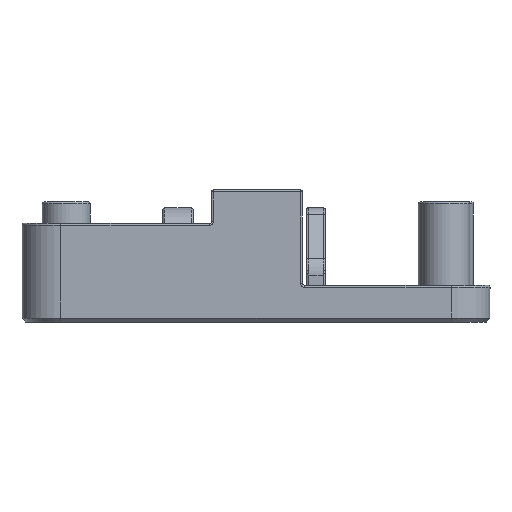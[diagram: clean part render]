
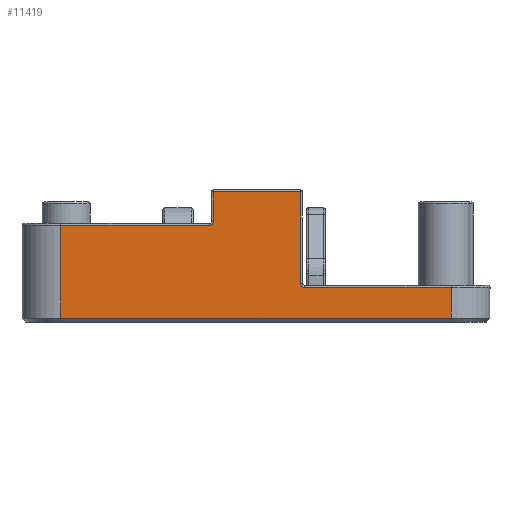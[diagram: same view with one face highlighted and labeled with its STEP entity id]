
A CAD part, left-side view. The second image highlights one B-rep face of the part: STEP entity #11419.
In plain terms, the highlighted planar face has unit normal (-1, 0, 0).
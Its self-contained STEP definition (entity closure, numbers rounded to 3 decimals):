
#1510=LINE('',#20665,#2185);
#1511=LINE('',#20673,#2186);
#1519=LINE('',#20733,#2194);
#1520=LINE('',#20740,#2195);
#1521=LINE('',#20747,#2196);
#1526=LINE('',#20759,#2201);
#1527=LINE('',#20762,#2202);
#1528=LINE('',#20763,#2203);
#2185=VECTOR('',#14300,10.);
#2186=VECTOR('',#14311,10.);
#2194=VECTOR('',#14393,10.);
#2195=VECTOR('',#14402,10.);
#2196=VECTOR('',#14413,10.);
#2201=VECTOR('',#14428,10.);
#2202=VECTOR('',#14431,10.);
#2203=VECTOR('',#14432,10.);
#2536=PLANE('',#12433);
#2928=FACE_OUTER_BOUND('',#3598,.T.);
#3598=EDGE_LOOP('',(#8982,#8983,#8984,#8985,#8986,#8987,#8988,#8989,#8990,
#8991));
#4322=CIRCLE('',#12379,0.5);
#4347=CIRCLE('',#12425,0.5);
#5151=VERTEX_POINT('',#20655);
#5152=VERTEX_POINT('',#20659);
#5153=VERTEX_POINT('',#20664);
#5154=VERTEX_POINT('',#20668);
#5155=VERTEX_POINT('',#20672);
#5171=VERTEX_POINT('',#20735);
#5172=VERTEX_POINT('',#20739);
#5173=VERTEX_POINT('',#20743);
#5175=VERTEX_POINT('',#20757);
#5176=VERTEX_POINT('',#20761);
#6570=EDGE_CURVE('',#5152,#5153,#1510,.T.);
#6572=EDGE_CURVE('',#5153,#5154,#4322,.T.);
#6574=EDGE_CURVE('',#5154,#5155,#1511,.T.);
#6605=EDGE_CURVE('',#5151,#5152,#1519,.T.);
#6608=EDGE_CURVE('',#5171,#5172,#1520,.T.);
#6610=EDGE_CURVE('',#5172,#5173,#4347,.T.);
#6612=EDGE_CURVE('',#5173,#5151,#1521,.T.);
#6618=EDGE_CURVE('',#5155,#5175,#1526,.T.);
#6619=EDGE_CURVE('',#5175,#5176,#1527,.T.);
#6620=EDGE_CURVE('',#5171,#5176,#1528,.T.);
#8982=ORIENTED_EDGE('',*,*,#6619,.F.);
#8983=ORIENTED_EDGE('',*,*,#6618,.F.);
#8984=ORIENTED_EDGE('',*,*,#6574,.F.);
#8985=ORIENTED_EDGE('',*,*,#6572,.F.);
#8986=ORIENTED_EDGE('',*,*,#6570,.F.);
#8987=ORIENTED_EDGE('',*,*,#6605,.F.);
#8988=ORIENTED_EDGE('',*,*,#6612,.F.);
#8989=ORIENTED_EDGE('',*,*,#6610,.F.);
#8990=ORIENTED_EDGE('',*,*,#6608,.F.);
#8991=ORIENTED_EDGE('',*,*,#6620,.T.);
#11419=ADVANCED_FACE('',(#2928),#2536,.T.);
#12379=AXIS2_PLACEMENT_3D('',#20669,#14305,#14306);
#12425=AXIS2_PLACEMENT_3D('',#20744,#14407,#14408);
#12433=AXIS2_PLACEMENT_3D('',#20760,#14429,#14430);
#14300=DIRECTION('',(0.,0.,-1.));
#14305=DIRECTION('center_axis',(-1.,0.,0.));
#14306=DIRECTION('ref_axis',(0.,0.707,-0.707));
#14311=DIRECTION('',(0.,-1.,0.));
#14393=DIRECTION('',(0.,-1.,0.));
#14402=DIRECTION('',(0.,-1.,0.));
#14407=DIRECTION('center_axis',(-1.,0.,0.));
#14408=DIRECTION('ref_axis',(0.,-0.707,-0.707));
#14413=DIRECTION('',(0.,0.,1.));
#14428=DIRECTION('',(0.,0.,-1.));
#14429=DIRECTION('center_axis',(-1.,0.,0.));
#14430=DIRECTION('ref_axis',(0.,1.,0.));
#14431=DIRECTION('',(0.,1.,0.));
#14432=DIRECTION('',(0.,0.,-1.));
#20655=CARTESIAN_POINT('',(2.02,-54.249,-48.212));
#20659=CARTESIAN_POINT('',(2.02,-65.499,-48.212));
#20664=CARTESIAN_POINT('',(2.02,-65.499,-60.012));
#20665=CARTESIAN_POINT('',(2.02,-65.499,-47.387));
#20668=CARTESIAN_POINT('',(2.02,-65.999,-60.512));
#20669=CARTESIAN_POINT('Origin',(2.02,-65.999,-60.012));
#20672=CARTESIAN_POINT('',(2.02,-84.949,-60.512));
#20673=CARTESIAN_POINT('',(2.02,-81.399,-60.512));
#20733=CARTESIAN_POINT('',(2.02,-72.411,-48.212));
#20735=CARTESIAN_POINT('',(2.02,-34.549,-52.512));
#20739=CARTESIAN_POINT('',(2.02,-53.749,-52.512));
#20740=CARTESIAN_POINT('',(2.02,-72.349,-52.512));
#20743=CARTESIAN_POINT('',(2.02,-54.249,-52.012));
#20744=CARTESIAN_POINT('Origin',(2.02,-53.749,-52.012));
#20747=CARTESIAN_POINT('',(2.02,-54.249,-47.387));
#20757=CARTESIAN_POINT('',(2.02,-84.949,-64.512));
#20759=CARTESIAN_POINT('',(2.02,-84.949,-42.512));
#20760=CARTESIAN_POINT('Origin',(2.02,-84.949,-42.512));
#20761=CARTESIAN_POINT('',(2.02,-34.549,-64.512));
#20762=CARTESIAN_POINT('',(2.02,-72.349,-64.512));
#20763=CARTESIAN_POINT('',(2.02,-34.549,-42.512));
